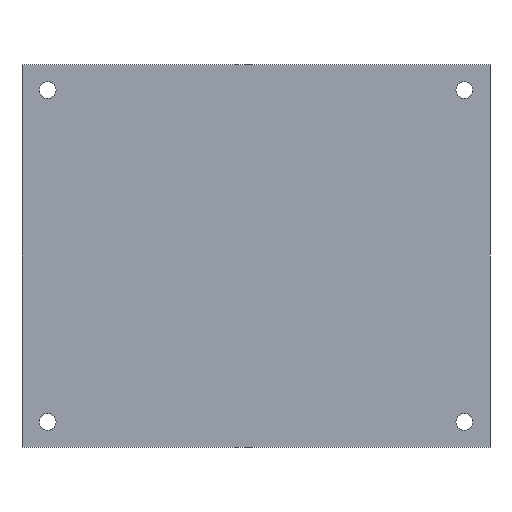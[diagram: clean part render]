
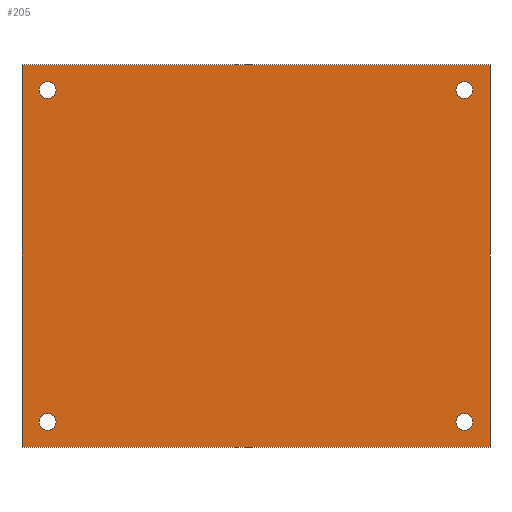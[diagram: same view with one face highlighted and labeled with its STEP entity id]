
A CAD part, front view. The second image highlights one B-rep face of the part: STEP entity #205.
In plain terms, the highlighted planar face has unit normal (0, -1, 0).
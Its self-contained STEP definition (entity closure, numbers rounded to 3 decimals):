
#12 = ORIENTED_EDGE ( 'NONE', *, *, #160, .F. ) ;
#14 = PLANE ( 'NONE',  #504 ) ;
#16 = EDGE_CURVE ( 'NONE', #471, #315, #787, .T. ) ;
#22 = CARTESIAN_POINT ( 'NONE',  ( -33.199, 5.849, 72.987 ) ) ;
#25 = CARTESIAN_POINT ( 'NONE',  ( -30.199, 5.849, 68.987 ) ) ;
#34 = CIRCLE ( 'NONE', #679, 1. ) ;
#54 = VERTEX_POINT ( 'NONE', #22 ) ;
#57 = LINE ( 'NONE', #445, #239 ) ;
#74 = CARTESIAN_POINT ( 'NONE',  ( 18.801, 5.849, 30.987 ) ) ;
#77 = ORIENTED_EDGE ( 'NONE', *, *, #738, .F. ) ;
#85 = DIRECTION ( 'NONE',  ( 0., 1., 0. ) ) ;
#88 = EDGE_CURVE ( 'NONE', #874, #305, #701, .T. ) ;
#94 = AXIS2_PLACEMENT_3D ( 'NONE', #491, #198, #791 ) ;
#103 = DIRECTION ( 'NONE',  ( 0., 0., -1. ) ) ;
#111 = CARTESIAN_POINT ( 'NONE',  ( -33.199, 5.849, 72.987 ) ) ;
#117 = DIRECTION ( 'NONE',  ( 0., 0., 1. ) ) ;
#120 = ORIENTED_EDGE ( 'NONE', *, *, #698, .T. ) ;
#125 = VERTEX_POINT ( 'NONE', #25 ) ;
#129 = DIRECTION ( 'NONE',  ( 0., 0., 1. ) ) ;
#130 = ORIENTED_EDGE ( 'NONE', *, *, #516, .F. ) ;
#142 = DIRECTION ( 'NONE',  ( 0., 1., 0. ) ) ;
#146 = DIRECTION ( 'NONE',  ( 0., 0., 1. ) ) ;
#152 = DIRECTION ( 'NONE',  ( 0., 0., 1. ) ) ;
#160 = EDGE_CURVE ( 'NONE', #716, #502, #766, .T. ) ;
#165 = DIRECTION ( 'NONE',  ( 0., 1., 0. ) ) ;
#172 = AXIS2_PLACEMENT_3D ( 'NONE', #739, #165, #532 ) ;
#185 = EDGE_LOOP ( 'NONE', ( #792, #201 ) ) ;
#189 = VERTEX_POINT ( 'NONE', #395 ) ;
#198 = DIRECTION ( 'NONE',  ( 0., 1., 0. ) ) ;
#201 = ORIENTED_EDGE ( 'NONE', *, *, #88, .T. ) ;
#205 = ADVANCED_FACE ( 'NONE', ( #470, #611, #327, #895, #552 ), #14, .T. ) ;
#210 = DIRECTION ( 'NONE',  ( -1., 0., 0. ) ) ;
#217 = VECTOR ( 'NONE', #103, 1000. ) ;
#218 = EDGE_LOOP ( 'NONE', ( #725, #727 ) ) ;
#239 = VECTOR ( 'NONE', #210, 1000. ) ;
#240 = VECTOR ( 'NONE', #280, 1000. ) ;
#280 = DIRECTION ( 'NONE',  ( 1., 0., 0. ) ) ;
#286 = CARTESIAN_POINT ( 'NONE',  ( 18.801, 5.849, 70.987 ) ) ;
#287 = EDGE_CURVE ( 'NONE', #583, #125, #347, .T. ) ;
#294 = VERTEX_POINT ( 'NONE', #798 ) ;
#305 = VERTEX_POINT ( 'NONE', #808 ) ;
#308 = DIRECTION ( 'NONE',  ( 0., 1., 0. ) ) ;
#314 = EDGE_CURVE ( 'NONE', #125, #583, #691, .T. ) ;
#315 = VERTEX_POINT ( 'NONE', #286 ) ;
#318 = DIRECTION ( 'NONE',  ( 0., 0., 1. ) ) ;
#327 = FACE_BOUND ( 'NONE', #510, .T. ) ;
#347 = CIRCLE ( 'NONE', #94, 1. ) ;
#365 = AXIS2_PLACEMENT_3D ( 'NONE', #442, #863, #129 ) ;
#376 = ORIENTED_EDGE ( 'NONE', *, *, #639, .T. ) ;
#387 = DIRECTION ( 'NONE',  ( 0., 0., 1. ) ) ;
#395 = CARTESIAN_POINT ( 'NONE',  ( -33.199, 5.849, 27.987 ) ) ;
#400 = CIRCLE ( 'NONE', #635, 1. ) ;
#404 = EDGE_CURVE ( 'NONE', #305, #874, #543, .T. ) ;
#442 = CARTESIAN_POINT ( 'NONE',  ( -30.199, 5.849, 69.987 ) ) ;
#445 = CARTESIAN_POINT ( 'NONE',  ( -33.199, 5.849, 27.987 ) ) ;
#454 = DIRECTION ( 'NONE',  ( 0., 0., 1. ) ) ;
#455 = CARTESIAN_POINT ( 'NONE',  ( 18.801, 5.849, 69.987 ) ) ;
#457 = CARTESIAN_POINT ( 'NONE',  ( -30.199, 5.849, 70.987 ) ) ;
#470 = FACE_BOUND ( 'NONE', #218, .T. ) ;
#471 = VERTEX_POINT ( 'NONE', #559 ) ;
#476 = CARTESIAN_POINT ( 'NONE',  ( -30.199, 5.849, 30.987 ) ) ;
#491 = CARTESIAN_POINT ( 'NONE',  ( -30.199, 5.849, 69.987 ) ) ;
#494 = CARTESIAN_POINT ( 'NONE',  ( -30.199, 5.849, 29.987 ) ) ;
#502 = VERTEX_POINT ( 'NONE', #641 ) ;
#504 = AXIS2_PLACEMENT_3D ( 'NONE', #111, #852, #638 ) ;
#510 = EDGE_LOOP ( 'NONE', ( #120, #646 ) ) ;
#516 = EDGE_CURVE ( 'NONE', #502, #189, #57, .T. ) ;
#532 = DIRECTION ( 'NONE',  ( 0., 0., 1. ) ) ;
#533 = LINE ( 'NONE', #626, #890 ) ;
#543 = CIRCLE ( 'NONE', #885, 1. ) ;
#552 = FACE_OUTER_BOUND ( 'NONE', #943, .T. ) ;
#559 = CARTESIAN_POINT ( 'NONE',  ( 18.801, 5.849, 68.987 ) ) ;
#583 = VERTEX_POINT ( 'NONE', #457 ) ;
#602 = CIRCLE ( 'NONE', #172, 1. ) ;
#603 = DIRECTION ( 'NONE',  ( 0., 1., 0. ) ) ;
#610 = EDGE_CURVE ( 'NONE', #653, #294, #602, .T. ) ;
#611 = FACE_BOUND ( 'NONE', #891, .T. ) ;
#626 = CARTESIAN_POINT ( 'NONE',  ( -33.199, 5.849, 72.987 ) ) ;
#635 = AXIS2_PLACEMENT_3D ( 'NONE', #74, #85, #146 ) ;
#638 = DIRECTION ( 'NONE',  ( 0., 0., -1. ) ) ;
#639 = EDGE_CURVE ( 'NONE', #294, #653, #400, .T. ) ;
#641 = CARTESIAN_POINT ( 'NONE',  ( 21.801, 5.849, 27.987 ) ) ;
#646 = ORIENTED_EDGE ( 'NONE', *, *, #16, .T. ) ;
#653 = VERTEX_POINT ( 'NONE', #729 ) ;
#679 = AXIS2_PLACEMENT_3D ( 'NONE', #807, #142, #454 ) ;
#691 = CIRCLE ( 'NONE', #365, 1. ) ;
#694 = DIRECTION ( 'NONE',  ( 0., 1., 0. ) ) ;
#698 = EDGE_CURVE ( 'NONE', #315, #471, #34, .T. ) ;
#701 = CIRCLE ( 'NONE', #819, 1. ) ;
#706 = EDGE_CURVE ( 'NONE', #54, #716, #735, .T. ) ;
#716 = VERTEX_POINT ( 'NONE', #953 ) ;
#725 = ORIENTED_EDGE ( 'NONE', *, *, #287, .T. ) ;
#727 = ORIENTED_EDGE ( 'NONE', *, *, #314, .T. ) ;
#729 = CARTESIAN_POINT ( 'NONE',  ( 18.801, 5.849, 31.987 ) ) ;
#735 = LINE ( 'NONE', #930, #240 ) ;
#738 = EDGE_CURVE ( 'NONE', #189, #54, #533, .T. ) ;
#739 = CARTESIAN_POINT ( 'NONE',  ( 18.801, 5.849, 30.987 ) ) ;
#766 = LINE ( 'NONE', #832, #217 ) ;
#787 = CIRCLE ( 'NONE', #942, 1. ) ;
#791 = DIRECTION ( 'NONE',  ( 0., 0., 1. ) ) ;
#792 = ORIENTED_EDGE ( 'NONE', *, *, #404, .T. ) ;
#798 = CARTESIAN_POINT ( 'NONE',  ( 18.801, 5.849, 29.987 ) ) ;
#807 = CARTESIAN_POINT ( 'NONE',  ( 18.801, 5.849, 69.987 ) ) ;
#808 = CARTESIAN_POINT ( 'NONE',  ( -30.199, 5.849, 31.987 ) ) ;
#813 = CARTESIAN_POINT ( 'NONE',  ( -30.199, 5.849, 30.987 ) ) ;
#819 = AXIS2_PLACEMENT_3D ( 'NONE', #476, #694, #152 ) ;
#832 = CARTESIAN_POINT ( 'NONE',  ( 21.801, 5.849, 72.987 ) ) ;
#852 = DIRECTION ( 'NONE',  ( 0., -1., 0. ) ) ;
#853 = ORIENTED_EDGE ( 'NONE', *, *, #610, .T. ) ;
#863 = DIRECTION ( 'NONE',  ( 0., 1., 0. ) ) ;
#874 = VERTEX_POINT ( 'NONE', #494 ) ;
#885 = AXIS2_PLACEMENT_3D ( 'NONE', #813, #308, #318 ) ;
#890 = VECTOR ( 'NONE', #387, 1000. ) ;
#891 = EDGE_LOOP ( 'NONE', ( #853, #376 ) ) ;
#895 = FACE_BOUND ( 'NONE', #185, .T. ) ;
#930 = CARTESIAN_POINT ( 'NONE',  ( -33.199, 5.849, 72.987 ) ) ;
#942 = AXIS2_PLACEMENT_3D ( 'NONE', #455, #603, #117 ) ;
#943 = EDGE_LOOP ( 'NONE', ( #77, #130, #12, #955 ) ) ;
#953 = CARTESIAN_POINT ( 'NONE',  ( 21.801, 5.849, 72.987 ) ) ;
#955 = ORIENTED_EDGE ( 'NONE', *, *, #706, .F. ) ;
